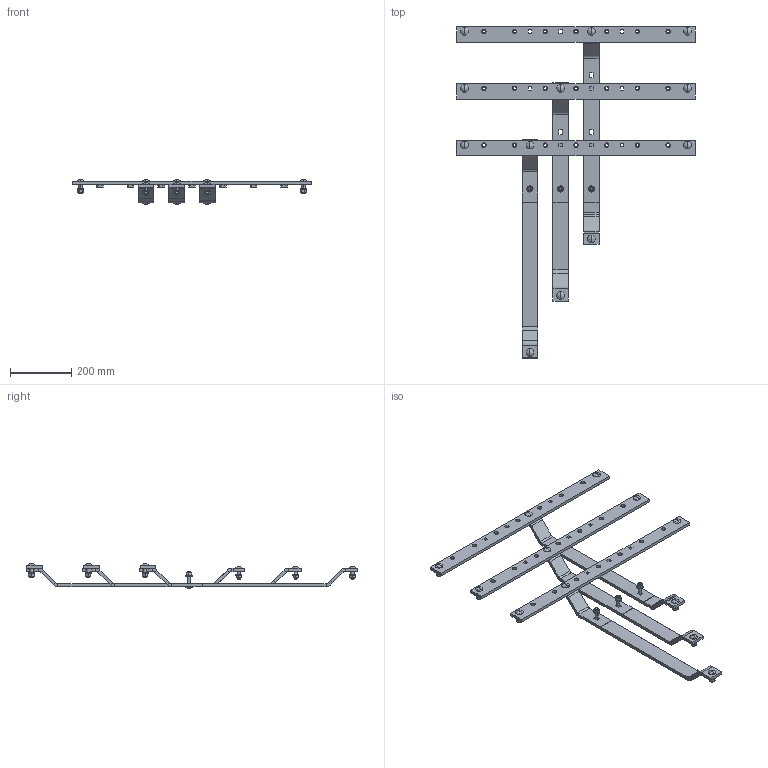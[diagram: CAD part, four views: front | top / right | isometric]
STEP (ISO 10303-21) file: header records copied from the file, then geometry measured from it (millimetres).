
FILE_DESCRIPTION(('STEP AP214'),'1');
FILE_NAME('cctmp_E45C0C7B-EE99-44DC-854A-604E27B384E2_2024_11_29_08_09_22_0939..stp','2024-11-29T07:09:24',('SIEMENS A&D'),('CADClick - www.CADClick.com'),'Spatial InterOp 3D',' ','unknown authorization');
FILE_SCHEMA(('AUTOMOTIVE_DESIGN'));
Length unit declared in the file: millimetre
Products named in the file (44): cc_unnamed; 2024_11_29_08_09_22_0870; 2024_11_29_08_09_22_0837; 2024_11_29_08_09_22_0797; 2024_11_29_08_09_22_0757; 2024_11_29_08_09_22_0716; 2024_11_29_08_09_22_0675; 2024_11_29_08_09_22_0636; 2024_11_29_08_09_22_0594; 2024_11_29_08_09_22_0554; 2024_11_29_08_09_22_0516; 2024_11_29_08_09_22_0479; 2024_11_29_08_09_22_0445; 2024_11_29_08_09_22_0403; 2024_11_29_08_09_22_0322; 2024_11_29_08_09_22_0282; 2024_11_29_08_09_22_0241; 2024_11_29_08_09_22_0201; 2024_11_29_08_09_22_0160; 2024_11_29_08_09_22_0120; 2024_11_29_08_09_22_0080; 2024_11_29_08_09_22_0039; 2024_11_29_08_09_21_0998; 2024_11_29_08_09_21_0958; 2024_11_29_08_09_21_0917; 2024_11_29_08_09_21_0877; 2024_11_29_08_09_21_0836; 2024_11_29_08_09_21_0795; 2024_11_29_08_09_21_0760; 2024_11_29_08_09_21_0724; 2024_11_29_08_09_21_0684; 2024_11_29_08_09_21_0643; 2024_11_29_08_09_21_0603; 2024_11_29_08_09_21_0562; 2024_11_29_08_09_21_0522; 2024_11_29_08_09_21_0479; 2024_11_29_08_09_21_0441; 2024_11_29_08_09_21_0400; 2024_11_29_08_09_21_0360; 2024_11_29_08_09_21_0319 ...
Assembly tree (43 placements, depth 2):
  cc_unnamed
    2024_11_29_08_09_22_0870
    2024_11_29_08_09_22_0837
    2024_11_29_08_09_22_0797
    2024_11_29_08_09_22_0757
    2024_11_29_08_09_22_0716
    2024_11_29_08_09_22_0675
    2024_11_29_08_09_22_0636
    2024_11_29_08_09_22_0594
    2024_11_29_08_09_22_0554
    2024_11_29_08_09_22_0516
    2024_11_29_08_09_22_0479
    2024_11_29_08_09_22_0445
    2024_11_29_08_09_22_0403
    2024_11_29_08_09_22_0322
    2024_11_29_08_09_22_0282
    2024_11_29_08_09_22_0241
    2024_11_29_08_09_22_0201
    2024_11_29_08_09_22_0160
    2024_11_29_08_09_22_0120
    2024_11_29_08_09_22_0080
    2024_11_29_08_09_22_0039
    2024_11_29_08_09_21_0998
    2024_11_29_08_09_21_0958
    2024_11_29_08_09_21_0917
    2024_11_29_08_09_21_0877
    2024_11_29_08_09_21_0836
    2024_11_29_08_09_21_0795
    2024_11_29_08_09_21_0760
    2024_11_29_08_09_21_0724
    2024_11_29_08_09_21_0684
    2024_11_29_08_09_21_0643
    2024_11_29_08_09_21_0603
    2024_11_29_08_09_21_0562
    2024_11_29_08_09_21_0522
    2024_11_29_08_09_21_0479
    2024_11_29_08_09_21_0441
    2024_11_29_08_09_21_0400
    2024_11_29_08_09_21_0360
    2024_11_29_08_09_21_0319
    2024_11_29_08_09_21_0278
    2024_11_29_08_09_21_0238
    2024_11_29_08_09_21_0197
    2024_11_29_08_09_21_0157
Bounding box: 775 x 1081 x 80.76 mm (x, y, z)
Volume: 2813754 mm3; surface area: 745218.4 mm2
Topology: 45 solids, 45 shells, 1523 faces, 3369 edges, 2032 vertices
Faces by surface type: plane 711, cone 546, cylinder 236, sphere 30
Entity records: 55887 total; most frequent: CARTESIAN_POINT 10424, ORIENTED_EDGE 6738, DIRECTION 6702, EDGE_CURVE 3369, AXIS2_PLACEMENT_3D 2630, VERTEX_POINT 2032, EDGE_LOOP 1763, STYLED_ITEM 1568
